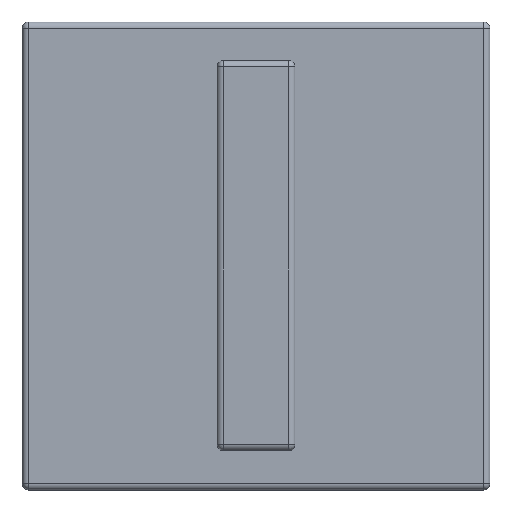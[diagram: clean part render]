
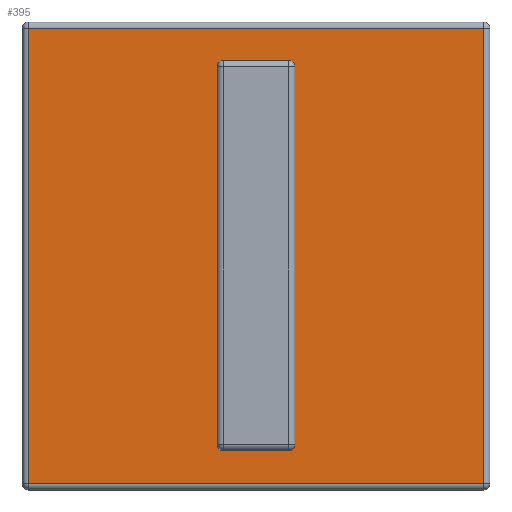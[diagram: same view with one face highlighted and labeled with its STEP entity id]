
A CAD part, top view. The second image highlights one B-rep face of the part: STEP entity #395.
In plain terms, the highlighted face is planar.
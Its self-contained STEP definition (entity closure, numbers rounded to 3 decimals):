
#2 = CARTESIAN_POINT ( 'NONE',  ( 0., 9., -29.2 ) ) ;
#37 = DIRECTION ( 'NONE',  ( 1., 0., 0. ) ) ;
#79 = CARTESIAN_POINT ( 'NONE',  ( -29.2, 9., -29.2 ) ) ;
#81 = EDGE_CURVE ( 'NONE', #921, #788, #902, .T. ) ;
#114 = VECTOR ( 'NONE', #810, 1000. ) ;
#140 = CARTESIAN_POINT ( 'NONE',  ( 0., 9., 29.2 ) ) ;
#153 = CARTESIAN_POINT ( 'NONE',  ( 29.2, 9., 29.2 ) ) ;
#160 = PLANE ( 'NONE',  #1136 ) ;
#186 = VERTEX_POINT ( 'NONE', #153 ) ;
#215 = CARTESIAN_POINT ( 'NONE',  ( 29.2, 9., 0. ) ) ;
#245 = VECTOR ( 'NONE', #480, 1000. ) ;
#255 = VECTOR ( 'NONE', #404, 1000. ) ;
#272 = LINE ( 'NONE', #140, #583 ) ;
#340 = FACE_OUTER_BOUND ( 'NONE', #781, .T. ) ;
#395 = ADVANCED_FACE ( 'NONE', ( #340 ), #160, .F. ) ;
#404 = DIRECTION ( 'NONE',  ( -1., 0., 0. ) ) ;
#415 = EDGE_CURVE ( 'NONE', #1256, #186, #272, .T. ) ;
#480 = DIRECTION ( 'NONE',  ( 0., 0., 1. ) ) ;
#552 = EDGE_CURVE ( 'NONE', #186, #921, #1035, .T. ) ;
#580 = LINE ( 'NONE', #972, #245 ) ;
#583 = VECTOR ( 'NONE', #37, 1000. ) ;
#595 = ORIENTED_EDGE ( 'NONE', *, *, #552, .T. ) ;
#663 = DIRECTION ( 'NONE',  ( 0., 0., -1. ) ) ;
#719 = ORIENTED_EDGE ( 'NONE', *, *, #415, .T. ) ;
#781 = EDGE_LOOP ( 'NONE', ( #1204, #719, #595, #1197 ) ) ;
#788 = VERTEX_POINT ( 'NONE', #79 ) ;
#810 = DIRECTION ( 'NONE',  ( 0., 0., -1. ) ) ;
#902 = LINE ( 'NONE', #2, #255 ) ;
#921 = VERTEX_POINT ( 'NONE', #1217 ) ;
#970 = DIRECTION ( 'NONE',  ( 0., -1., 0. ) ) ;
#972 = CARTESIAN_POINT ( 'NONE',  ( -29.2, 9., 0. ) ) ;
#996 = CARTESIAN_POINT ( 'NONE',  ( -29.2, 9., 29.2 ) ) ;
#1035 = LINE ( 'NONE', #215, #114 ) ;
#1062 = EDGE_CURVE ( 'NONE', #788, #1256, #580, .T. ) ;
#1136 = AXIS2_PLACEMENT_3D ( 'NONE', #1170, #970, #663 ) ;
#1170 = CARTESIAN_POINT ( 'NONE',  ( 0., 9., 0. ) ) ;
#1197 = ORIENTED_EDGE ( 'NONE', *, *, #81, .T. ) ;
#1204 = ORIENTED_EDGE ( 'NONE', *, *, #1062, .T. ) ;
#1217 = CARTESIAN_POINT ( 'NONE',  ( 29.2, 9., -29.2 ) ) ;
#1256 = VERTEX_POINT ( 'NONE', #996 ) ;
